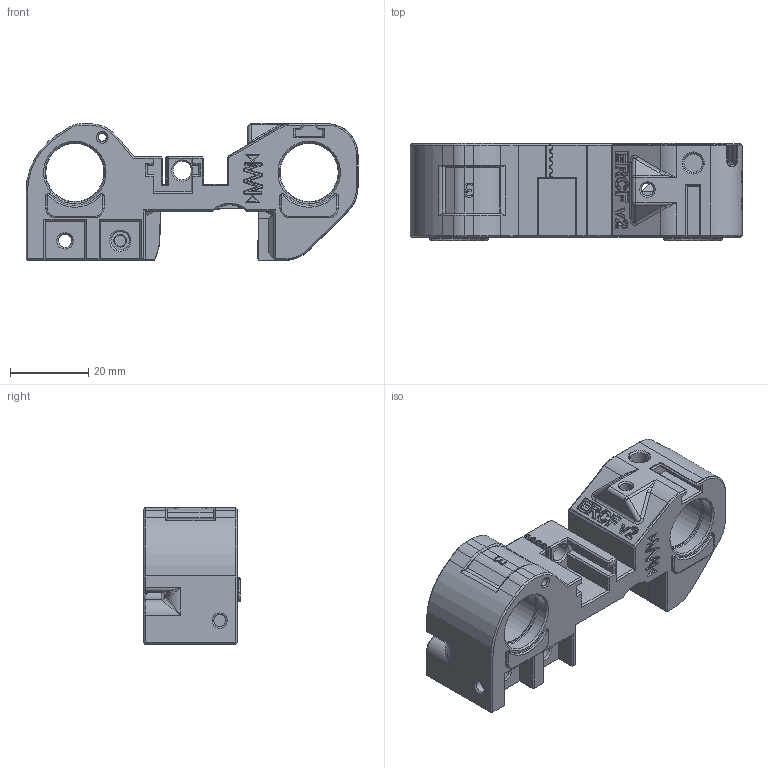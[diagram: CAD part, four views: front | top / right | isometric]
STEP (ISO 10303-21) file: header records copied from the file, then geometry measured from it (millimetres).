
FILE_DESCRIPTION (( 'STEP AP214' ), '1' );
FILE_NAME ('4.1 Selector Cart.step', '2024-05-30T04:05:51', ( '' ), ( '' ), 'SwSTEP 2.0', 'SolidWorks 2024', '' );
FILE_SCHEMA (( 'AUTOMOTIVE_DESIGN' ));
Length unit declared in the file: millimetre
Products named in the file (1): 4.1 Selector Cart
Bounding box: 85 x 24.8 x 35 mm (x, y, z)
Volume: 32190.4 mm3; surface area: 17837 mm2
Topology: 4 solids, 6 shells, 1162 faces, 2893 edges, 1752 vertices
Faces by surface type: plane 620, cylinder 217, bspline 161, cone 118, torus 39, sphere 7
Full cylindrical faces by diameter (mm): 2 x2, 2.2 x4, 2.9 x1, 3 x1, 3.1 x1, 3.2 x2, 3.4 x1, 3.7 x1, 4.7 x4, 6.6 x1, 14.85 x4, 15.2 x6
Entity records: 41258 total; most frequent: CARTESIAN_POINT 14111, ORIENTED_EDGE 5598, DIRECTION 4816, EDGE_CURVE 2799, VECTOR 1850, LINE 1850, VERTEX_POINT 1725, AXIS2_PLACEMENT_3D 1483
